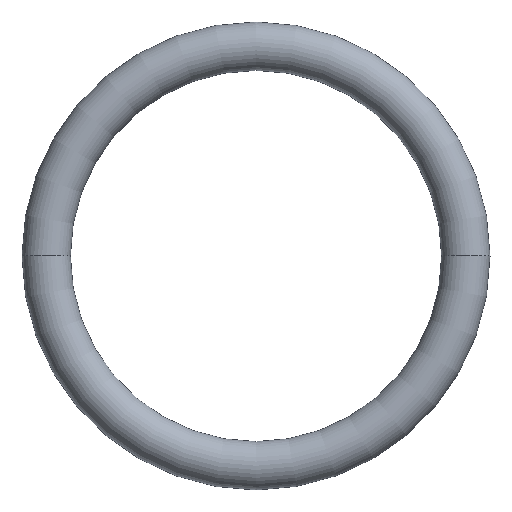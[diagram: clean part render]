
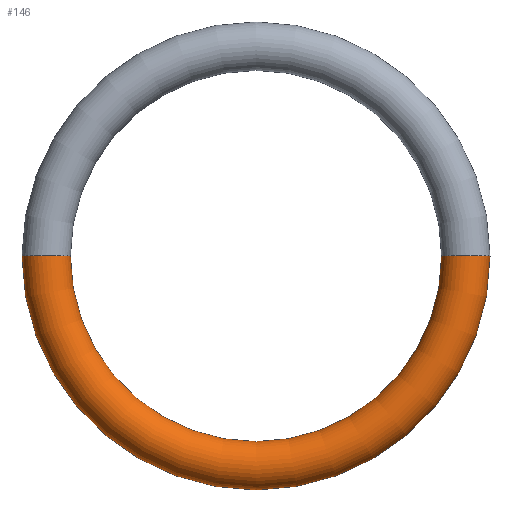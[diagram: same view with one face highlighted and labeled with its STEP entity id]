
A CAD part, top view. The second image highlights one B-rep face of the part: STEP entity #146.
In plain terms, the highlighted toroidal (fillet/blend) face has major radius 6.5 mm and minor radius 0.75 mm.
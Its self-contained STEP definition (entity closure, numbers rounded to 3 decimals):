
#5 = ORIENTED_EDGE ( 'NONE', *, *, #20, .T. ) ;
#7 = AXIS2_PLACEMENT_3D ( 'NONE', #157, #57, #70 ) ;
#17 = AXIS2_PLACEMENT_3D ( 'NONE', #137, #138, #59 ) ;
#20 = EDGE_CURVE ( 'NONE', #55, #153, #106, .T. ) ;
#24 = DIRECTION ( 'NONE',  ( 1., 0., 0. ) ) ;
#27 = CARTESIAN_POINT ( 'NONE',  ( 5.75, 0., 0. ) ) ;
#33 = AXIS2_PLACEMENT_3D ( 'NONE', #80, #62, #124 ) ;
#34 = ORIENTED_EDGE ( 'NONE', *, *, #48, .T. ) ;
#37 = CARTESIAN_POINT ( 'NONE',  ( -7.25, 0., 0. ) ) ;
#38 = ORIENTED_EDGE ( 'NONE', *, *, #134, .F. ) ;
#48 = EDGE_CURVE ( 'NONE', #114, #55, #92, .T. ) ;
#49 = VERTEX_POINT ( 'NONE', #79 ) ;
#55 = VERTEX_POINT ( 'NONE', #77 ) ;
#56 = AXIS2_PLACEMENT_3D ( 'NONE', #121, #60, #108 ) ;
#57 = DIRECTION ( 'NONE',  ( 0., 0., 1. ) ) ;
#59 = DIRECTION ( 'NONE',  ( 0., 0., -1. ) ) ;
#60 = DIRECTION ( 'NONE',  ( 0., 1., 0. ) ) ;
#62 = DIRECTION ( 'NONE',  ( 0., 0., 1. ) ) ;
#65 = ORIENTED_EDGE ( 'NONE', *, *, #97, .F. ) ;
#67 = EDGE_LOOP ( 'NONE', ( #38, #34, #5, #65 ) ) ;
#70 = DIRECTION ( 'NONE',  ( 1., 0., 0. ) ) ;
#77 = CARTESIAN_POINT ( 'NONE',  ( 7.25, 0., 0. ) ) ;
#79 = CARTESIAN_POINT ( 'NONE',  ( -5.75, 0., 0. ) ) ;
#80 = CARTESIAN_POINT ( 'NONE',  ( 0., 0., 0. ) ) ;
#86 = FACE_OUTER_BOUND ( 'NONE', #67, .T. ) ;
#88 = CARTESIAN_POINT ( 'NONE',  ( 0., 0., 0. ) ) ;
#92 = CIRCLE ( 'NONE', #104, 7.25 ) ;
#94 = CIRCLE ( 'NONE', #56, 0.75 ) ;
#96 = DIRECTION ( 'NONE',  ( 0., 0., 1. ) ) ;
#97 = EDGE_CURVE ( 'NONE', #49, #153, #126, .T. ) ;
#104 = AXIS2_PLACEMENT_3D ( 'NONE', #88, #96, #24 ) ;
#106 = CIRCLE ( 'NONE', #17, 0.75 ) ;
#108 = DIRECTION ( 'NONE',  ( -1., 0., 0. ) ) ;
#114 = VERTEX_POINT ( 'NONE', #37 ) ;
#121 = CARTESIAN_POINT ( 'NONE',  ( -6.5, 0., 0. ) ) ;
#124 = DIRECTION ( 'NONE',  ( 1., 0., 0. ) ) ;
#126 = CIRCLE ( 'NONE', #33, 5.75 ) ;
#134 = EDGE_CURVE ( 'NONE', #114, #49, #94, .T. ) ;
#137 = CARTESIAN_POINT ( 'NONE',  ( 6.5, 0., 0. ) ) ;
#138 = DIRECTION ( 'NONE',  ( 0., -1., 0. ) ) ;
#144 = TOROIDAL_SURFACE ( 'NONE', #7, 6.5, 0.75 ) ;
#146 = ADVANCED_FACE ( 'NONE', ( #86 ), #144, .T. ) ;
#153 = VERTEX_POINT ( 'NONE', #27 ) ;
#157 = CARTESIAN_POINT ( 'NONE',  ( 0., 0., 0. ) ) ;
